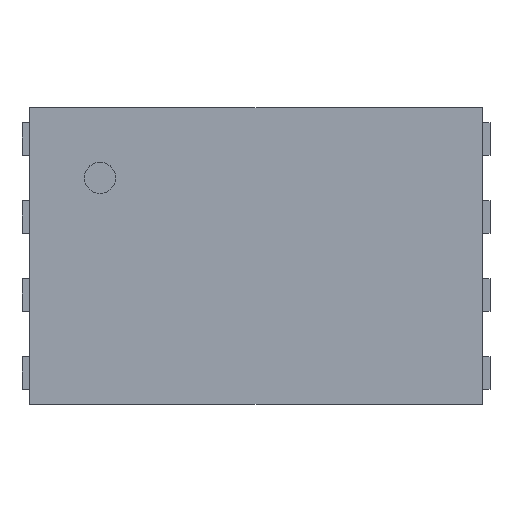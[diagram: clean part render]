
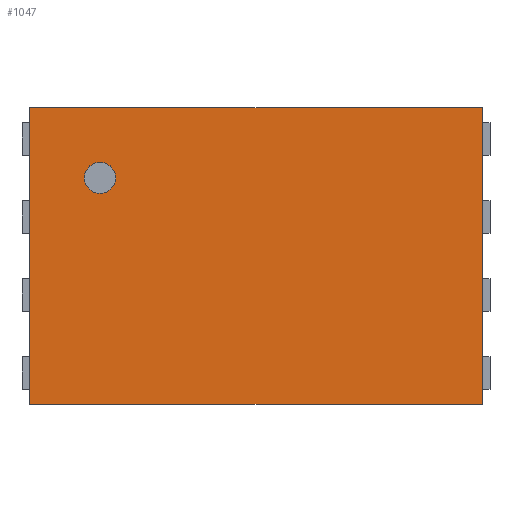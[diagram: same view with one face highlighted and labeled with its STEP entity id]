
A CAD part, top view. The second image highlights one B-rep face of the part: STEP entity #1047.
In plain terms, the highlighted planar face has unit normal (0, 0, 1).
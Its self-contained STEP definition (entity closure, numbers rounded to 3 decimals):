
#13=DIRECTION('',(0.,0.,1.));
#27=VECTOR('',#28,1.);
#28=DIRECTION('',(0.,-1.,0.));
#34=VECTOR('',#35,1.);
#35=DIRECTION('',(1.,0.,0.));
#369=VERTEX_POINT('',#370);
#370=CARTESIAN_POINT('',(1.45,0.95,0.6));
#373=EDGE_CURVE('',#369,#374,#376,.T.);
#374=VERTEX_POINT('',#375);
#375=CARTESIAN_POINT('',(1.45,-0.95,0.6));
#376=LINE('',#370,#27);
#454=VERTEX_POINT('',#455);
#455=CARTESIAN_POINT('',(-1.45,0.95,0.6));
#458=ORIENTED_EDGE('',*,*,#459,.F.);
#459=EDGE_CURVE('',#454,#369,#460,.T.);
#460=LINE('',#455,#34);
#493=ORIENTED_EDGE('',*,*,#494,.T.);
#494=EDGE_CURVE('',#454,#495,#497,.T.);
#495=VERTEX_POINT('',#496);
#496=CARTESIAN_POINT('',(-1.45,-0.95,0.6));
#497=LINE('',#455,#27);
#1043=EDGE_CURVE('',#495,#374,#1044,.T.);
#1044=LINE('',#496,#34);
#1047=ADVANCED_FACE('',(#1048,#1052),#1062,.T.);
#1048=FACE_BOUND('',#1049,.T.);
#1049=EDGE_LOOP('',(#458,#493,#1050,#1051));
#1050=ORIENTED_EDGE('',*,*,#1043,.T.);
#1051=ORIENTED_EDGE('',*,*,#373,.F.);
#1052=FACE_BOUND('',#1053,.T.);
#1053=EDGE_LOOP('',(#1054));
#1054=ORIENTED_EDGE('',*,*,#1055,.T.);
#1055=EDGE_CURVE('',#1056,#1056,#1058,.T.);
#1056=VERTEX_POINT('',#1057);
#1057=CARTESIAN_POINT('',(-1.,0.4,0.6));
#1058=CIRCLE('',#1059,0.1);
#1059=AXIS2_PLACEMENT_3D('',#1060,#1061,#28);
#1060=CARTESIAN_POINT('',(-1.,0.5,0.6));
#1061=DIRECTION('',(0.,0.,-1.));
#1062=PLANE('',#1063);
#1063=AXIS2_PLACEMENT_3D('',#455,#13,#28);
